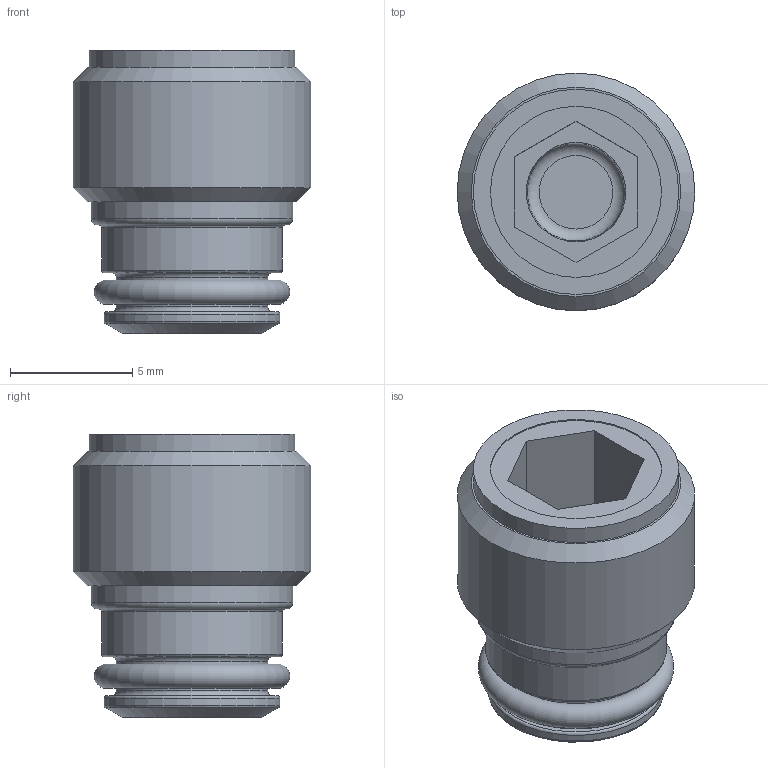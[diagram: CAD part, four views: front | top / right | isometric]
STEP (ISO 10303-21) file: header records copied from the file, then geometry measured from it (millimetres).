
FILE_DESCRIPTION(/* description */ ('STEP AP214'),/* implementation_level */ '2;1');
FILE_NAME(/* name */ '8095766_MS2-G18S',/* time_stamp */ '2024-09-06T21:47:02+02:00',/* author */ ('License CC BY-ND 4.0'),/* organization */ ('CADENAS'),/* preprocessor_version */ 'ST-DEVELOPER v19.3',/* originating_system */ 'PARTsolutions',/* authorisation */ ' ');
FILE_SCHEMA (('AUTOMOTIVE_DESIGN {1 0 10303 214 3 1 1}'));
Length unit declared in the file: millimetre
Products named in the file (1): 8095766 MS2-G18S---(high)
Bounding box: 9.73 x 9.73 x 11.6 mm (x, y, z)
Volume: 488.7 mm3; surface area: 635.8 mm2
Topology: 1 solids, 1 shells, 38 faces, 71 edges, 43 vertices
Faces by surface type: plane 16, torus 10, cylinder 8, cone 4
Full cylindrical faces by diameter (mm): 6.2 x2, 7 x1, 7.2 x1, 7.4 x1, 8.25 x1, 8.4 x1, 9.728 x1
Entity records: 1112 total; most frequent: DIRECTION 156, CARTESIAN_POINT 129, ORIENTED_EDGE 96, AXIS2_PLACEMENT_3D 69, EDGE_LOOP 68, FACE_BOUND 68, EDGE_CURVE 48, VERTEX_POINT 42
